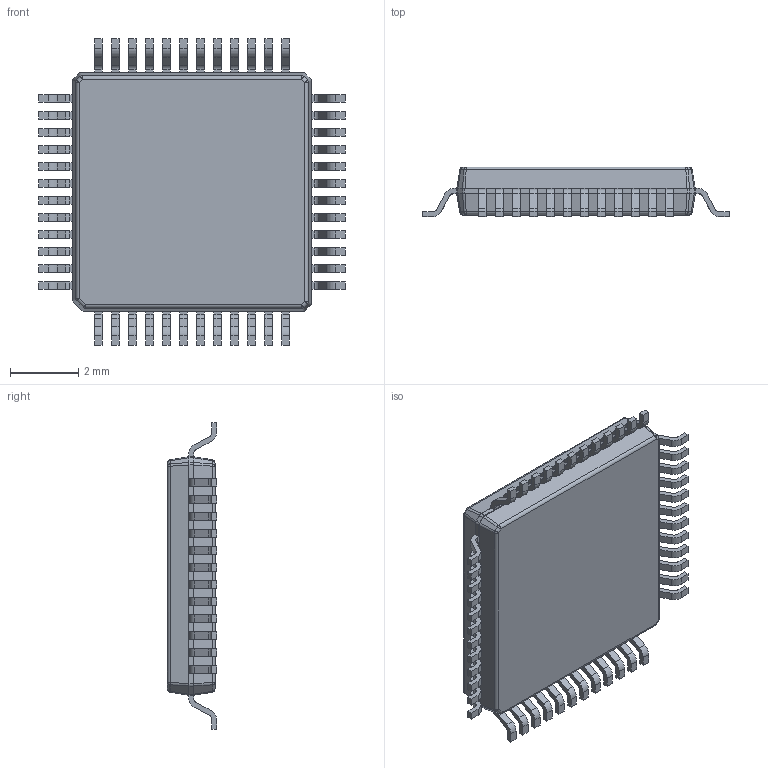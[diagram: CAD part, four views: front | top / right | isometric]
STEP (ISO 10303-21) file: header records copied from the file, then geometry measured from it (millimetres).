
FILE_DESCRIPTION (( 'STEP AP214' ), '1' );
FILE_NAME ('User Library-P-LQFP48-7x7-0_50.STEP', '2018-12-29T20:25:51', ( '' ), ( '' ), 'SwSTEP 2.0', 'SolidWorks 2017', '' );
FILE_SCHEMA (( 'AUTOMOTIVE_DESIGN' ));
Length unit declared in the file: millimetre
Products named in the file (1): User Library-P-LQFP48-7x7-0_50
Bounding box: 9 x 1.45 x 9 mm (x, y, z)
Volume: 68.7 mm3; surface area: 176.7 mm2
Topology: 1 solids, 1 shells, 789 faces, 2265 edges, 1464 vertices
Faces by surface type: plane 507, cylinder 248, sphere 32, torus 2
Entity records: 34428 total; most frequent: CARTESIAN_POINT 4533, DIRECTION 4519, ORIENTED_EDGE 4502, EDGE_CURVE 2251, LINE 1551, VECTOR 1551, AXIS2_PLACEMENT_3D 1484, VERTEX_POINT 1464
